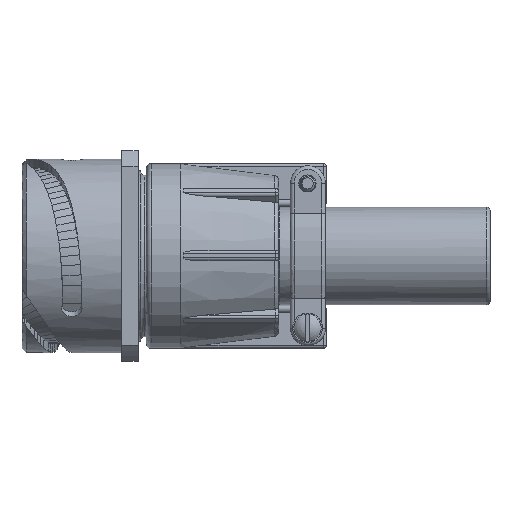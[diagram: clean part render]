
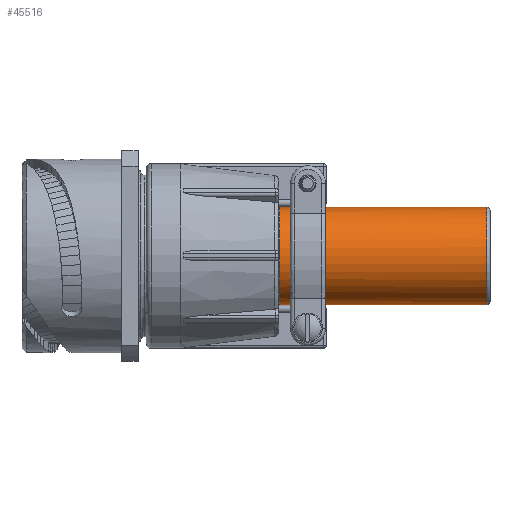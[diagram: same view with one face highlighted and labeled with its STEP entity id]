
A CAD part, top view. The second image highlights one B-rep face of the part: STEP entity #45516.
In plain terms, the highlighted cylindrical face has radius 11.8 mm (diameter 23.6 mm), a partial arc.
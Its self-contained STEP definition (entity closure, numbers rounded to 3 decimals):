
#7861=CARTESIAN_POINT('',(62.23,0.,0.));
#7862=DIRECTION('',(1.,0.,0.));
#7863=DIRECTION('',(0.,1.,-0.004));
#7864=AXIS2_PLACEMENT_3D('',#7861,#7862,#7863);
#7904=DIRECTION('',(-1.,0.,0.));
#7905=VECTOR('',#7904,50.011);
#7906=CARTESIAN_POINT('',(112.241,11.8,
-0.045));
#7907=LINE('2361',#7906,#7905);
#7908=DIRECTION('',(-1.,0.,0.));
#7909=VECTOR('',#7908,50.011);
#7910=CARTESIAN_POINT('',(112.241,-11.8,
0.045));
#7911=LINE('2363',#7910,#7909);
#8006=CARTESIAN_POINT('',(112.241,0.,0.));
#8007=DIRECTION('',(1.,0.,0.));
#8008=DIRECTION('',(0.,1.,-0.004));
#8009=AXIS2_PLACEMENT_3D('',#8006,#8007,#8008);
#8011=CARTESIAN_POINT('',(73.28,0.,0.));
#8012=DIRECTION('',(1.,0.,0.));
#8013=DIRECTION('',(0.,0.728,0.686));
#8014=AXIS2_PLACEMENT_3D('',#8011,#8012,#8013);
#8016=CARTESIAN_POINT('',(73.28,8.591,8.089));
#8017=CARTESIAN_POINT('',(73.28,8.791,7.876));
#8018=CARTESIAN_POINT('',(73.279,9.177,7.435));
#8019=CARTESIAN_POINT('',(73.272,9.707,6.729));
#8020=CARTESIAN_POINT('',(73.259,10.181,5.987));
#8021=CARTESIAN_POINT('',(73.24,10.597,5.215));
#8022=CARTESIAN_POINT('',(73.221,10.835,4.683));
#8023=CARTESIAN_POINT('',(73.211,10.943,4.414));
#8025=DIRECTION('',(1.,0.,0.));
#8026=VECTOR('',#8025,2.701);
#8027=CARTESIAN_POINT('',(70.51,10.943,4.414));
#8028=LINE('2461',#8027,#8026);
#8029=CARTESIAN_POINT('',(70.51,0.,0.));
#8030=DIRECTION('',(1.,0.,0.));
#8031=DIRECTION('',(0.,0.927,0.374));
#8032=AXIS2_PLACEMENT_3D('',#8029,#8030,#8031);
#8034=DIRECTION('',(1.,0.,0.));
#8035=VECTOR('',#8034,3.1);
#8036=CARTESIAN_POINT('',(67.41,10.165,5.992));
#8037=LINE('2469',#8036,#8035);
#8038=CARTESIAN_POINT('',(67.41,0.,0.));
#8039=DIRECTION('',(1.,0.,0.));
#8040=DIRECTION('',(0.,0.927,0.374));
#8041=AXIS2_PLACEMENT_3D('',#8038,#8039,#8040);
#8043=DIRECTION('',(1.,0.,0.));
#8044=VECTOR('',#8043,2.521);
#8045=CARTESIAN_POINT('',(64.889,10.943,4.414));
#8046=LINE('2460',#8045,#8044);
#8047=CARTESIAN_POINT('',(64.889,10.943,4.414));
#8048=CARTESIAN_POINT('',(64.879,10.835,4.683));
#8049=CARTESIAN_POINT('',(64.86,10.597,5.214));
#8050=CARTESIAN_POINT('',(64.841,10.181,5.987));
#8051=CARTESIAN_POINT('',(64.828,9.707,6.729));
#8052=CARTESIAN_POINT('',(64.821,9.178,7.434));
#8053=CARTESIAN_POINT('',(64.82,8.792,7.876));
#8054=CARTESIAN_POINT('',(64.82,8.591,8.089));
#8056=CARTESIAN_POINT('',(64.82,0.,0.));
#8057=DIRECTION('',(1.,0.,0.));
#8058=DIRECTION('',(0.,0.728,0.686));
#8059=AXIS2_PLACEMENT_3D('',#8056,#8057,#8058);
#8061=CARTESIAN_POINT('',(64.82,-8.681,7.992));
#8062=CARTESIAN_POINT('',(64.82,-8.869,7.788));
#8063=CARTESIAN_POINT('',(64.821,-9.232,7.365));
#8064=CARTESIAN_POINT('',(64.827,-9.73,6.693));
#8065=CARTESIAN_POINT('',(64.838,-10.18,5.987));
#8066=CARTESIAN_POINT('',(64.856,-10.576,5.255));
#8067=CARTESIAN_POINT('',(64.872,-10.805,4.751));
#8068=CARTESIAN_POINT('',(64.881,-10.91,4.496));
#8070=DIRECTION('',(1.,0.,0.));
#8071=VECTOR('',#8070,2.529);
#8072=CARTESIAN_POINT('',(64.881,-10.91,4.496));
#8073=LINE('2462',#8072,#8071);
#8074=CARTESIAN_POINT('',(67.41,0.,0.));
#8075=DIRECTION('',(1.,0.,0.));
#8076=DIRECTION('',(0.,-0.867,0.498));
#8077=AXIS2_PLACEMENT_3D('',#8074,#8075,#8076);
#8079=DIRECTION('',(1.,0.,0.));
#8080=VECTOR('',#8079,3.1);
#8081=CARTESIAN_POINT('',(67.41,-10.232,5.878));
#8082=LINE('2468',#8081,#8080);
#8083=CARTESIAN_POINT('',(70.51,0.,0.));
#8084=DIRECTION('',(1.,0.,0.));
#8085=DIRECTION('',(0.,-0.867,0.498));
#8086=AXIS2_PLACEMENT_3D('',#8083,#8084,#8085);
#8088=DIRECTION('',(1.,0.,0.));
#8089=VECTOR('',#8088,2.709);
#8090=CARTESIAN_POINT('',(70.51,-10.91,4.496));
#8091=LINE('2463',#8090,#8089);
#8092=CARTESIAN_POINT('',(73.219,-10.91,4.496));
#8093=CARTESIAN_POINT('',(73.23,-10.778,4.815));
#8094=CARTESIAN_POINT('',(73.25,-10.487,5.443));
#8095=CARTESIAN_POINT('',(73.268,-9.966,6.347));
#8096=CARTESIAN_POINT('',(73.278,-9.365,7.204));
#8097=CARTESIAN_POINT('',(73.28,-8.916,7.737));
#8098=CARTESIAN_POINT('',(73.28,-8.681,7.992));
#31038=CARTESIAN_POINT('',(112.241,11.8,
-0.045));
#31039=CARTESIAN_POINT('',(62.23,11.8,-0.045));
#31040=VERTEX_POINT('',#31038);
#31041=VERTEX_POINT('',#31039);
#31046=CARTESIAN_POINT('',(112.241,-11.8,
0.045));
#31047=CARTESIAN_POINT('',(62.23,-11.8,0.045));
#31048=VERTEX_POINT('',#31046);
#31049=VERTEX_POINT('',#31047);
#31174=CARTESIAN_POINT('',(73.28,8.591,8.089));
#31175=CARTESIAN_POINT('',(73.28,-8.681,7.992));
#31176=VERTEX_POINT('',#31174);
#31177=VERTEX_POINT('',#31175);
#31178=CARTESIAN_POINT('',(64.82,8.591,8.089));
#31179=CARTESIAN_POINT('',(64.82,-8.681,7.992));
#31180=VERTEX_POINT('',#31178);
#31181=VERTEX_POINT('',#31179);
#31182=CARTESIAN_POINT('',(64.889,10.943,4.414));
#31183=CARTESIAN_POINT('',(67.41,10.943,4.414));
#31184=VERTEX_POINT('',#31182);
#31185=VERTEX_POINT('',#31183);
#31186=CARTESIAN_POINT('',(70.51,10.943,4.414));
#31187=CARTESIAN_POINT('',(73.211,10.943,4.414));
#31188=VERTEX_POINT('',#31186);
#31189=VERTEX_POINT('',#31187);
#31190=CARTESIAN_POINT('',(64.881,-10.91,
4.496));
#31191=CARTESIAN_POINT('',(67.41,-10.91,4.496));
#31192=VERTEX_POINT('',#31190);
#31193=VERTEX_POINT('',#31191);
#31194=CARTESIAN_POINT('',(70.51,-10.91,4.496));
#31195=CARTESIAN_POINT('',(73.219,-10.91,
4.496));
#31196=VERTEX_POINT('',#31194);
#31197=VERTEX_POINT('',#31195);
#31198=CARTESIAN_POINT('',(70.51,10.165,5.992));
#31199=VERTEX_POINT('',#31198);
#31200=CARTESIAN_POINT('',(70.51,-10.232,5.878));
#31201=VERTEX_POINT('',#31200);
#31202=CARTESIAN_POINT('',(67.41,10.165,5.992));
#31203=VERTEX_POINT('',#31202);
#31204=CARTESIAN_POINT('',(67.41,-10.232,5.878));
#31205=VERTEX_POINT('',#31204);
#45470=CARTESIAN_POINT('',(56.33,0.,0.));
#45471=DIRECTION('',(1.,0.,0.));
#45472=DIRECTION('',(0.,-1.,0.004));
#45473=AXIS2_PLACEMENT_3D('',#45470,#45471,#45472);
#45474=CYLINDRICAL_SURFACE('658',#45473,11.8);
#45475=ORIENTED_EDGE('2361',*,*,#45419,.F.);
#45477=ORIENTED_EDGE('2373',*,*,#45476,.T.);
#45478=ORIENTED_EDGE('2363',*,*,#45422,.T.);
#45479=ORIENTED_EDGE('2367',*,*,#45340,.F.);
#45480=EDGE_LOOP('658',(#45475,#45477,#45478,#45479));
#45481=FACE_OUTER_BOUND('658',#45480,.F.);
#45483=ORIENTED_EDGE('2458',*,*,#45482,.F.);
#45485=ORIENTED_EDGE('2472',*,*,#45484,.T.);
#45487=ORIENTED_EDGE('2461',*,*,#45486,.F.);
#45489=ORIENTED_EDGE('2464',*,*,#45488,.T.);
#45491=ORIENTED_EDGE('2469',*,*,#45490,.F.);
#45493=ORIENTED_EDGE('2466',*,*,#45492,.F.);
#45495=ORIENTED_EDGE('2460',*,*,#45494,.F.);
#45497=ORIENTED_EDGE('2470',*,*,#45496,.T.);
#45499=ORIENTED_EDGE('2459',*,*,#45498,.T.);
#45501=ORIENTED_EDGE('2471',*,*,#45500,.T.);
#45503=ORIENTED_EDGE('2462',*,*,#45502,.T.);
#45505=ORIENTED_EDGE('2467',*,*,#45504,.F.);
#45507=ORIENTED_EDGE('2468',*,*,#45506,.T.);
#45509=ORIENTED_EDGE('2465',*,*,#45508,.T.);
#45511=ORIENTED_EDGE('2463',*,*,#45510,.T.);
#45513=ORIENTED_EDGE('2473',*,*,#45512,.T.);
#45514=EDGE_LOOP('658',(#45483,#45485,#45487,#45489,#45491,#45493,#45495,#45497,
#45499,#45501,#45503,#45505,#45507,#45509,#45511,#45513));
#45515=FACE_BOUND('658',#45514,.F.);
#7865=CIRCLE('2367',#7864,11.8);
#8010=CIRCLE('2373',#8009,11.8);
#8015=CIRCLE('2458',#8014,11.8);
#8024=B_SPLINE_CURVE_WITH_KNOTS('2472',3,(#8016,#8017,#8018,#8019,#8020,#8021,
#8022,#8023),.UNSPECIFIED.,.F.,.F.,(4,1,1,1,1,4),(0.,0.2,0.4,0.6,0.8,
1.),.UNSPECIFIED.);
#8033=CIRCLE('2464',#8032,11.8);
#8042=CIRCLE('2466',#8041,11.8);
#8055=B_SPLINE_CURVE_WITH_KNOTS('2470',3,(#8047,#8048,#8049,#8050,#8051,#8052,
#8053,#8054),.UNSPECIFIED.,.F.,.F.,(4,1,1,1,1,4),(0.,0.2,0.4,0.6,0.8,
1.),.UNSPECIFIED.);
#8060=CIRCLE('2459',#8059,11.8);
#8069=B_SPLINE_CURVE_WITH_KNOTS('2471',3,(#8061,#8062,#8063,#8064,#8065,#8066,
#8067,#8068),.UNSPECIFIED.,.F.,.F.,(4,1,1,1,1,4),(0.,0.2,0.4,0.6,0.8,
1.),.UNSPECIFIED.);
#8078=CIRCLE('2467',#8077,11.8);
#8087=CIRCLE('2465',#8086,11.8);
#8099=B_SPLINE_CURVE_WITH_KNOTS('2473',3,(#8092,#8093,#8094,#8095,#8096,#8097,
#8098),.UNSPECIFIED.,.F.,.F.,(4,1,1,1,4),(0.,0.25,0.5,0.75,1.),
.UNSPECIFIED.);
#45340=EDGE_CURVE('2367',#31041,#31049,#7865,.T.);
#45419=EDGE_CURVE('2361',#31040,#31041,#7907,.T.);
#45422=EDGE_CURVE('2363',#31048,#31049,#7911,.T.);
#45476=EDGE_CURVE('2373',#31040,#31048,#8010,.T.);
#45482=EDGE_CURVE('2458',#31176,#31177,#8015,.T.);
#45484=EDGE_CURVE('2472',#31176,#31189,#8024,.T.);
#45486=EDGE_CURVE('2461',#31188,#31189,#8028,.T.);
#45488=EDGE_CURVE('2464',#31188,#31199,#8033,.T.);
#45490=EDGE_CURVE('2469',#31203,#31199,#8037,.T.);
#45492=EDGE_CURVE('2466',#31185,#31203,#8042,.T.);
#45494=EDGE_CURVE('2460',#31184,#31185,#8046,.T.);
#45496=EDGE_CURVE('2470',#31184,#31180,#8055,.T.);
#45498=EDGE_CURVE('2459',#31180,#31181,#8060,.T.);
#45500=EDGE_CURVE('2471',#31181,#31192,#8069,.T.);
#45502=EDGE_CURVE('2462',#31192,#31193,#8073,.T.);
#45504=EDGE_CURVE('2467',#31205,#31193,#8078,.T.);
#45506=EDGE_CURVE('2468',#31205,#31201,#8082,.T.);
#45508=EDGE_CURVE('2465',#31201,#31196,#8087,.T.);
#45510=EDGE_CURVE('2463',#31196,#31197,#8091,.T.);
#45512=EDGE_CURVE('2473',#31197,#31177,#8099,.T.);
#45516=ADVANCED_FACE('658',(#45481,#45515),#45474,.T.);
